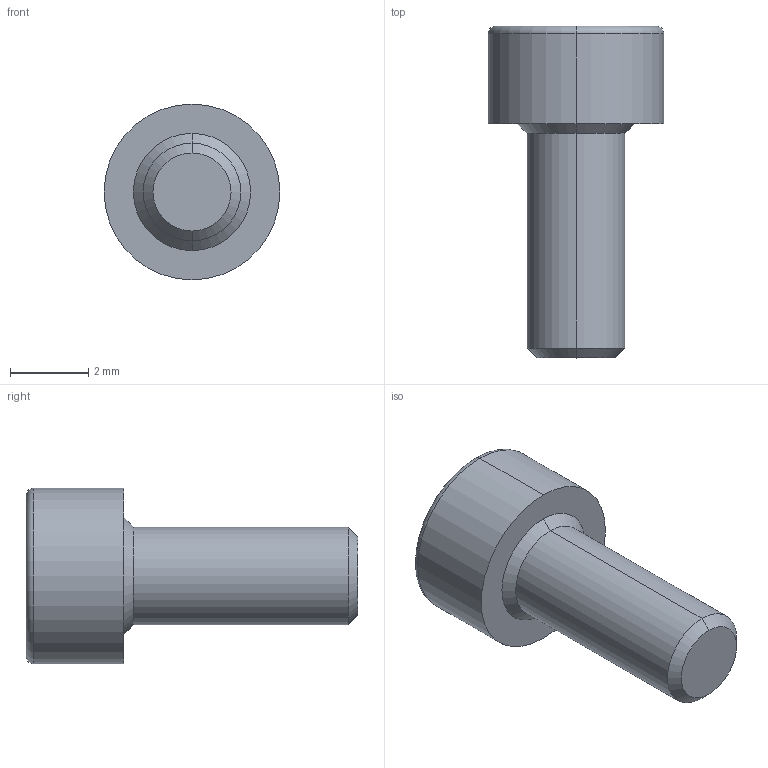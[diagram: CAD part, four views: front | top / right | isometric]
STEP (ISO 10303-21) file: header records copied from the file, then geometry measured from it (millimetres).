
FILE_DESCRIPTION (( 'STEP AP214' ), '1' );
FILE_NAME ('69EBF627-C2D4-40F3-80B5-83F10C1EB7BE.STEP', '2024-02-03T15:40:03', ( '' ), ( '' ), 'SwSTEP 2.0', 'SolidWorks 2022', '' );
FILE_SCHEMA (( 'AUTOMOTIVE_DESIGN' ));
Length unit declared in the file: millimetre
Products named in the file (1): 69EBF627-C2D4-40F3-80B5-83F10C1EB7BE
Bounding box: 4.5 x 8.5 x 4.5 mm (x, y, z)
Volume: 64.8 mm3; surface area: 118.8 mm2
Topology: 1 solids, 1 shells, 32 faces, 66 edges, 38 vertices
Faces by surface type: cylinder 16, plane 10, cone 4, torus 2
Entity records: 856 total; most frequent: CARTESIAN_POINT 173, DIRECTION 136, ORIENTED_EDGE 132, EDGE_CURVE 66, AXIS2_PLACEMENT_3D 49, VECTOR 38, VERTEX_POINT 38, LINE 38
